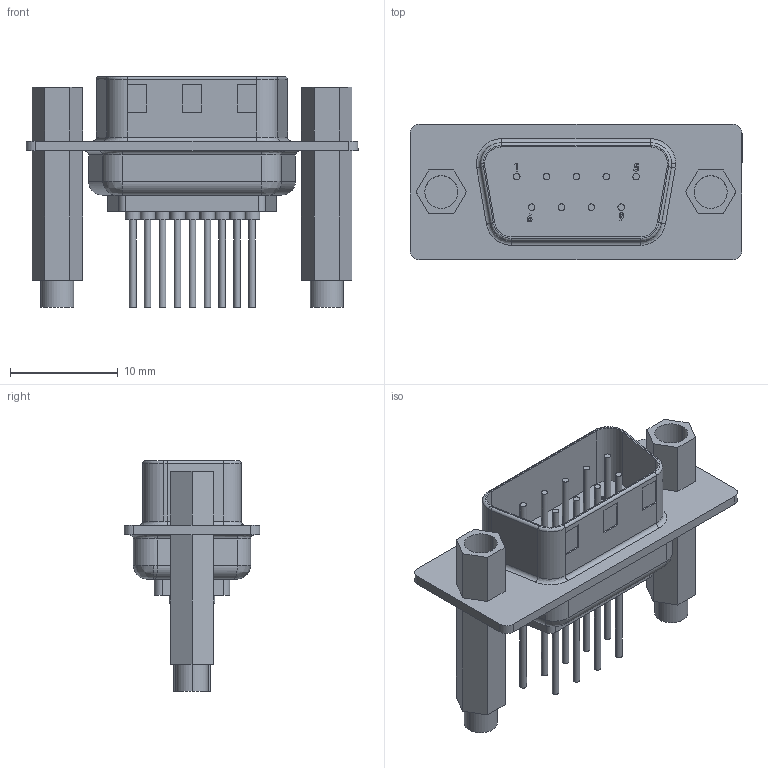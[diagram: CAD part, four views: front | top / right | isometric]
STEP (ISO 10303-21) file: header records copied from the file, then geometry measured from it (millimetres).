
FILE_DESCRIPTION (( 'STEP AP214' ), '1' );
FILE_NAME ('DE09-PE-1-BL-JS.STEP', '2020-03-16T16:40:24', ( '' ), ( '' ), 'SwSTEP 2.0', 'SolidWorks 2019', '' );
FILE_SCHEMA (( 'AUTOMOTIVE_DESIGN' ));
Length unit declared in the file: inch
Products named in the file (1): DE09-PE-1-BL-JS
Bounding box: 30.8 x 12.6 x 21.43 mm (x, y, z)
Volume: 1689.6 mm3; surface area: 2794.4 mm2
Topology: 3 solids, 3 shells, 285 faces, 662 edges, 430 vertices
Faces by surface type: plane 140, cylinder 101, bspline 44
Entity records: 10996 total; most frequent: CARTESIAN_POINT 3247, ORIENTED_EDGE 1324, DIRECTION 1263, EDGE_CURVE 662, AXIS2_PLACEMENT_3D 438, VERTEX_POINT 430, LINE 387, VECTOR 387
